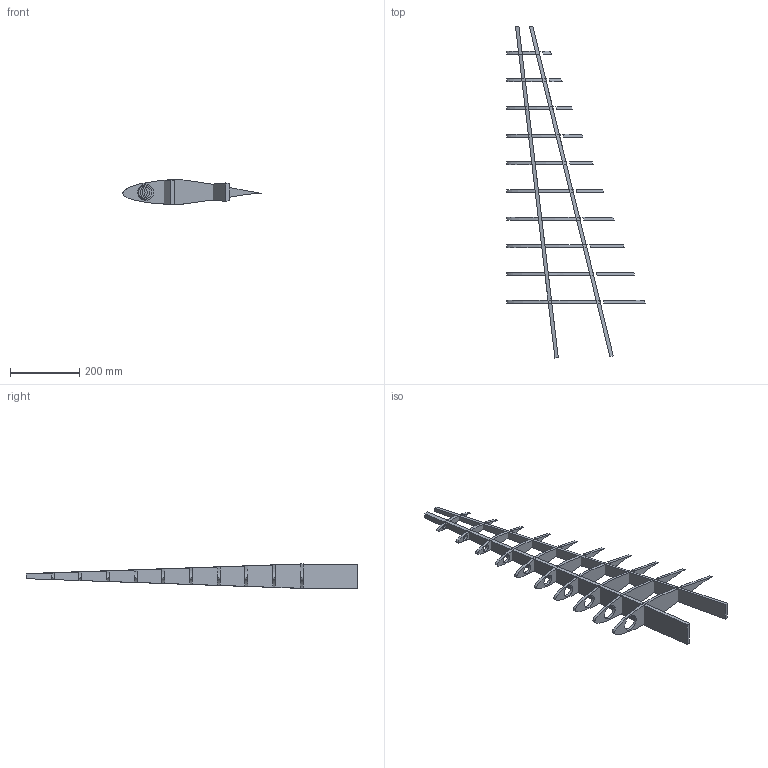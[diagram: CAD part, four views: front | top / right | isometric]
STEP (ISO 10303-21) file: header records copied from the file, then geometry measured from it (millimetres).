
FILE_DESCRIPTION(/* description */ ('STEP AP242','CAx-IF Rec.Pracs.---Representation and Presentation of Product Manufacturing Information (PMI)---4.0---2014-10-13','CAx-IF Rec.Pracs.---3D Tessellated Geometry---0.4---2014-09-14','2;1'),/* implementation_level */ '2;1');
FILE_NAME(/* name */ '6653ffed9b1a594e8c2972f5',/* time_stamp */ '2024-05-27T03:37:18Z',/* author */ (''),/* organization */ (''),/* preprocessor_version */ 'ST-DEVELOPER v20',/* originating_system */ ' ',/* authorisation */ ' ');
FILE_SCHEMA (('AP242_MANAGED_MODEL_BASED_3D_ENGINEERING_MIM_LF { 1 0 10303 442 1 1 4 }'));
Length unit declared in the file: metre
Products named in the file (22): Part 14; Part 1; Part 2; Part 3; Part 4; Part 5; Part 6; Part 7; Part 8; Part 9; Part 10; Part 11; Part 12; Part 13; Part 15; Part 16; Part 17; Part 18; Part 19; Part 20; Part 21; Part 22
Bounding box: 400 x 960.06 x 71.41 mm (x, y, z)
Volume: 1354712.7 mm3; surface area: 394994.4 mm2
Topology: 22 solids, 22 shells, 134 faces, 261 edges, 171 vertices
Faces by surface type: plane 70, bspline 54, cylinder 10
Full cylindrical faces by diameter (mm): 14.155 x1, 17.838 x1, 21.5 x1, 25.149 x1, 28.791 x1, 32.427 x1, 36.058 x1, 39.688 x1, 43.315 x1, 46.94 x1
Entity records: 12607 total; most frequent: CARTESIAN_POINT 9179, ORIENTED_EDGE 502, DIRECTION 298, EDGE_CURVE 251, B_SPLINE_CURVE_WITH_KNOTS 177, VERTEX_POINT 171, EDGE_LOOP 164, FACE_BOUND 164
